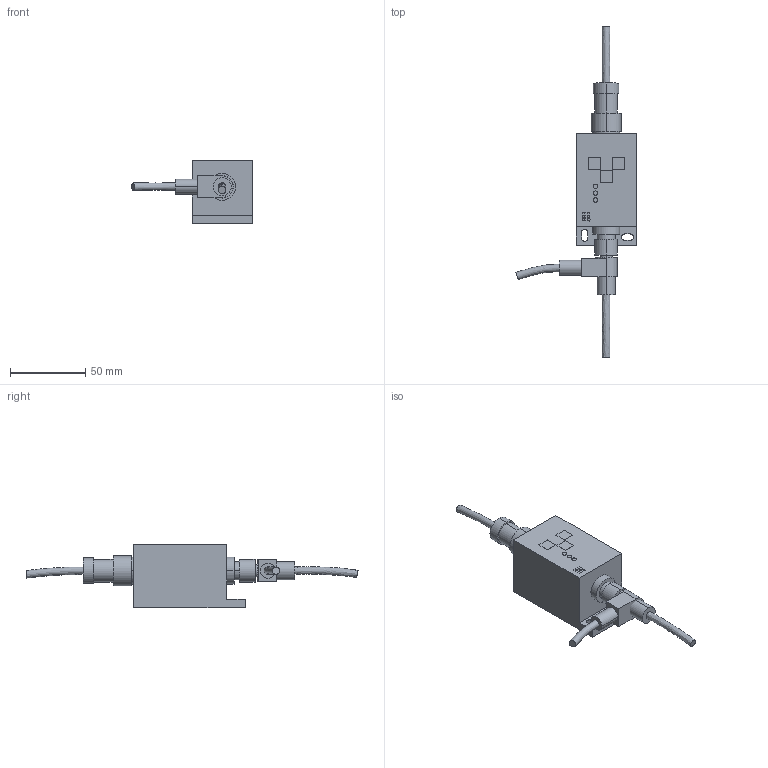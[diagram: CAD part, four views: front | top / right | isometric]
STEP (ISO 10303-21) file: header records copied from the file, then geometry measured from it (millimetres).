
FILE_DESCRIPTION((''),'2;1');
FILE_NAME('OLVTI IBS.stp','2004-10-01T09:58:56',('g'),(''),'Autodesk Inventor 8','Autodesk Inventor 8','');
FILE_SCHEMA(('AUTOMOTIVE_DESIGN { 1 0 10303 214 1 1 1 1 }'));
Length unit declared in the file: millimetre
Products named in the file (5): OLVTI IBS; WRB; SteckerM12_abgewinkelt; SteckerM12_gerade
Assembly tree (4 placements, depth 2):
  OLVTI IBS
    OLVTI IBS
    WRB
    SteckerM12_abgewinkelt
    SteckerM12_gerade
Bounding box: 80.09 x 220.9 x 42 mm (x, y, z)
Volume: 132451.4 mm3; surface area: 24741 mm2
Topology: 4 solids, 4 shells, 184 faces, 416 edges, 276 vertices
Faces by surface type: plane 143, cylinder 38, bspline 3
Entity records: 5392 total; most frequent: CARTESIAN_POINT 1053, DIRECTION 869, ORIENTED_EDGE 832, EDGE_CURVE 416, VECTOR 331, LINE 331, VERTEX_POINT 276, AXIS2_PLACEMENT_3D 269
